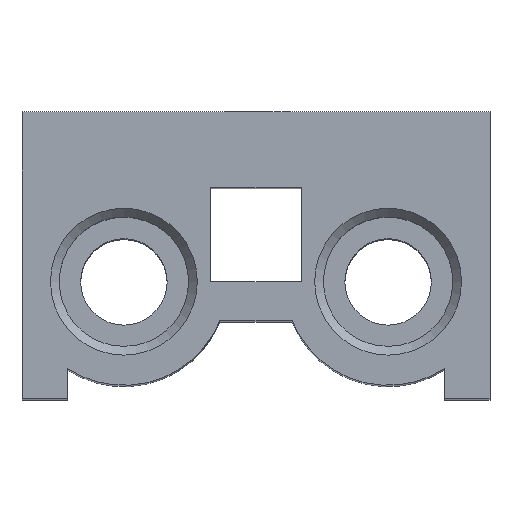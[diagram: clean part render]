
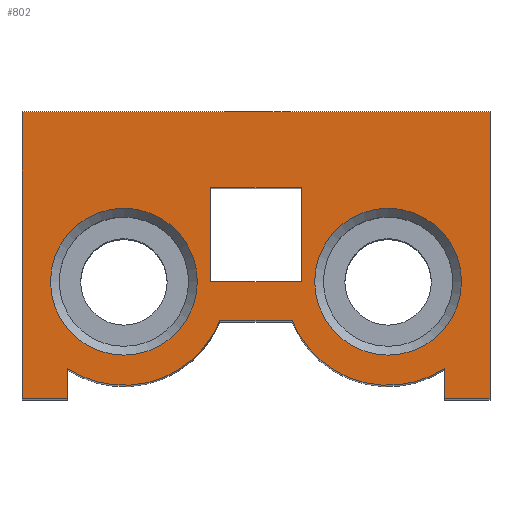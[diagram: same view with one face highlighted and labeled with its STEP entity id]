
A CAD part, top view. The second image highlights one B-rep face of the part: STEP entity #802.
In plain terms, the highlighted planar face has unit normal (0, 0, 1).
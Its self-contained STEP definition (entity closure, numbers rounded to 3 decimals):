
#54=LINE('',#1232,#96);
#58=LINE('',#1240,#100);
#61=LINE('',#1246,#103);
#64=LINE('',#1252,#106);
#68=LINE('',#1268,#110);
#72=LINE('',#1280,#114);
#75=LINE('',#1286,#117);
#78=LINE('',#1297,#120);
#82=LINE('',#1305,#124);
#85=LINE('',#1315,#127);
#87=LINE('',#1318,#129);
#89=LINE('',#1321,#131);
#96=VECTOR('',#983,1000.);
#100=VECTOR('',#989,1000.);
#103=VECTOR('',#994,1000.);
#106=VECTOR('',#999,1000.);
#110=VECTOR('',#1015,1000.);
#114=VECTOR('',#1027,1000.);
#117=VECTOR('',#1032,1000.);
#120=VECTOR('',#1041,1000.);
#124=VECTOR('',#1047,1000.);
#127=VECTOR('',#1056,1000.);
#129=VECTOR('',#1060,1000.);
#131=VECTOR('',#1064,1000.);
#208=ORIENTED_EDGE('',*,*,#382,.T.);
#209=ORIENTED_EDGE('',*,*,#383,.T.);
#210=ORIENTED_EDGE('',*,*,#368,.F.);
#211=ORIENTED_EDGE('',*,*,#372,.F.);
#212=ORIENTED_EDGE('',*,*,#377,.F.);
#213=ORIENTED_EDGE('',*,*,#379,.F.);
#214=ORIENTED_EDGE('',*,*,#336,.T.);
#215=ORIENTED_EDGE('',*,*,#340,.T.);
#216=ORIENTED_EDGE('',*,*,#343,.T.);
#217=ORIENTED_EDGE('',*,*,#346,.T.);
#218=ORIENTED_EDGE('',*,*,#349,.T.);
#219=ORIENTED_EDGE('',*,*,#354,.T.);
#220=ORIENTED_EDGE('',*,*,#357,.T.);
#221=ORIENTED_EDGE('',*,*,#360,.T.);
#222=ORIENTED_EDGE('',*,*,#363,.T.);
#223=ORIENTED_EDGE('',*,*,#381,.T.);
#336=EDGE_CURVE('',#431,#430,#54,.T.);
#340=EDGE_CURVE('',#430,#433,#58,.T.);
#343=EDGE_CURVE('',#433,#435,#61,.T.);
#346=EDGE_CURVE('',#435,#437,#64,.T.);
#349=EDGE_CURVE('',#437,#439,#505,.T.);
#354=EDGE_CURVE('',#439,#443,#68,.T.);
#357=EDGE_CURVE('',#443,#445,#509,.T.);
#360=EDGE_CURVE('',#445,#447,#72,.T.);
#363=EDGE_CURVE('',#447,#449,#75,.T.);
#368=EDGE_CURVE('',#454,#455,#78,.T.);
#372=EDGE_CURVE('',#457,#454,#82,.T.);
#377=EDGE_CURVE('',#461,#457,#85,.T.);
#379=EDGE_CURVE('',#455,#461,#87,.T.);
#381=EDGE_CURVE('',#449,#431,#89,.T.);
#382=EDGE_CURVE('',#462,#462,#514,.T.);
#383=EDGE_CURVE('',#463,#463,#515,.T.);
#430=VERTEX_POINT('',#1231);
#431=VERTEX_POINT('',#1233);
#433=VERTEX_POINT('',#1239);
#435=VERTEX_POINT('',#1245);
#437=VERTEX_POINT('',#1251);
#439=VERTEX_POINT('',#1257);
#443=VERTEX_POINT('',#1267);
#445=VERTEX_POINT('',#1273);
#447=VERTEX_POINT('',#1279);
#449=VERTEX_POINT('',#1285);
#454=VERTEX_POINT('',#1296);
#455=VERTEX_POINT('',#1298);
#457=VERTEX_POINT('',#1304);
#461=VERTEX_POINT('',#1314);
#462=VERTEX_POINT('',#1324);
#463=VERTEX_POINT('',#1326);
#505=CIRCLE('',#871,6.864);
#509=CIRCLE('',#877,6.864);
#514=CIRCLE('',#890,4.864);
#515=CIRCLE('',#891,4.864);
#572=EDGE_LOOP('',(#208));
#573=EDGE_LOOP('',(#209));
#574=EDGE_LOOP('',(#210,#211,#212,#213));
#575=EDGE_LOOP('',(#214,#215,#216,#217,#218,#219,#220,#221,#222,#223));
#682=FACE_BOUND('',#572,.T.);
#683=FACE_BOUND('',#573,.T.);
#684=FACE_BOUND('',#574,.T.);
#685=FACE_BOUND('',#575,.T.);
#774=PLANE('',#889);
#802=ADVANCED_FACE('',(#682,#683,#684,#685),#774,.T.);
#871=AXIS2_PLACEMENT_3D('',#1258,#1005,#1006);
#877=AXIS2_PLACEMENT_3D('',#1274,#1021,#1022);
#889=AXIS2_PLACEMENT_3D('',#1322,#1065,#1066);
#890=AXIS2_PLACEMENT_3D('',#1323,#1067,#1068);
#891=AXIS2_PLACEMENT_3D('',#1325,#1069,#1070);
#983=DIRECTION('',(-1.,0.,0.));
#989=DIRECTION('',(0.,-1.,0.));
#994=DIRECTION('',(1.,0.,0.));
#999=DIRECTION('',(0.,1.,0.));
#1005=DIRECTION('',(0.,0.,1.));
#1006=DIRECTION('',(1.,0.,0.));
#1015=DIRECTION('',(1.,0.,0.));
#1021=DIRECTION('',(0.,0.,1.));
#1022=DIRECTION('',(1.,0.,0.));
#1027=DIRECTION('',(0.,-1.,0.));
#1032=DIRECTION('',(1.,0.,0.));
#1041=DIRECTION('',(-1.,0.,0.));
#1047=DIRECTION('',(0.,1.,0.));
#1056=DIRECTION('',(1.,0.,0.));
#1060=DIRECTION('',(0.,-1.,0.));
#1064=DIRECTION('',(0.,1.,0.));
#1065=DIRECTION('',(0.,0.,1.));
#1066=DIRECTION('',(1.,0.,0.));
#1067=DIRECTION('',(0.,0.,-1.));
#1068=DIRECTION('',(-1.,0.,0.));
#1069=DIRECTION('',(0.,0.,-1.));
#1070=DIRECTION('',(-1.,0.,0.));
#1231=CARTESIAN_POINT('',(-15.5,19.,57.));
#1232=CARTESIAN_POINT('',(15.5,19.,57.));
#1233=CARTESIAN_POINT('',(15.5,19.,57.));
#1239=CARTESIAN_POINT('',(-15.5,0.,57.));
#1240=CARTESIAN_POINT('',(-15.5,19.,57.));
#1245=CARTESIAN_POINT('',(-12.5,0.,57.));
#1246=CARTESIAN_POINT('',(-15.5,0.,57.));
#1251=CARTESIAN_POINT('',(-12.5,2.001,57.));
#1252=CARTESIAN_POINT('',(-12.5,0.,57.));
#1257=CARTESIAN_POINT('',(-2.391,5.167,57.));
#1258=CARTESIAN_POINT('',(-8.75,7.75,57.));
#1267=CARTESIAN_POINT('',(2.391,5.167,57.));
#1268=CARTESIAN_POINT('',(-2.391,5.167,57.));
#1273=CARTESIAN_POINT('',(12.5,2.001,57.));
#1274=CARTESIAN_POINT('',(8.75,7.75,57.));
#1279=CARTESIAN_POINT('',(12.5,0.,57.));
#1280=CARTESIAN_POINT('',(12.5,2.001,57.));
#1285=CARTESIAN_POINT('',(15.5,0.,57.));
#1286=CARTESIAN_POINT('',(12.5,0.,57.));
#1296=CARTESIAN_POINT('',(3.,14.,57.));
#1297=CARTESIAN_POINT('',(3.,14.,57.));
#1298=CARTESIAN_POINT('',(-3.,14.,57.));
#1304=CARTESIAN_POINT('',(3.,7.75,57.));
#1305=CARTESIAN_POINT('',(3.,7.75,57.));
#1314=CARTESIAN_POINT('',(-3.,7.75,57.));
#1315=CARTESIAN_POINT('',(-3.,7.75,57.));
#1318=CARTESIAN_POINT('',(-3.,14.,57.));
#1321=CARTESIAN_POINT('',(15.5,0.,57.));
#1322=CARTESIAN_POINT('',(-8.75,7.75,57.));
#1323=CARTESIAN_POINT('',(-8.75,7.75,57.));
#1324=CARTESIAN_POINT('',(-13.614,7.75,57.));
#1325=CARTESIAN_POINT('',(8.75,7.75,57.));
#1326=CARTESIAN_POINT('',(3.886,7.75,57.));
